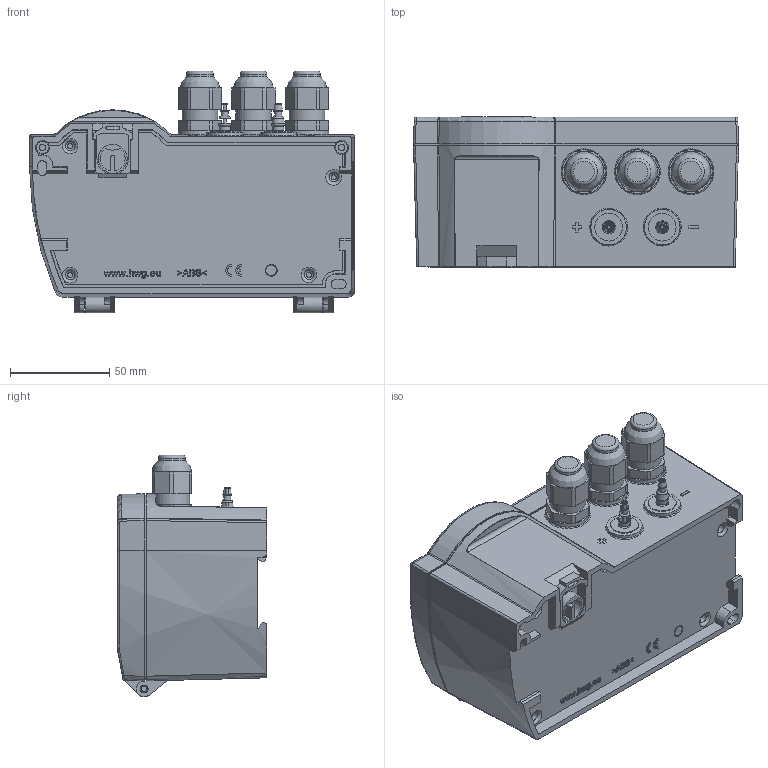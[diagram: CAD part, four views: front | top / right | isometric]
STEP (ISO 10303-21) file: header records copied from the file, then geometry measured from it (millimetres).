
FILE_DESCRIPTION(/* description */ (''),/* implementation_level */ '2;1');
FILE_NAME(/* name */ 'P26.2_Kabelverschraubungen_4;6-Schlauchtllen.stp',/* time_stamp */ '2025-11-13T11:46:11+01:00',/* author */ ('HW0531'),/* organization */ (''),/* preprocessor_version */ 'ST-DEVELOPER v20',/* originating_system */ 'Autodesk Inventor 2024',/* authorisation */ '');
FILE_SCHEMA (('AUTOMOTIVE_DESIGN { 1 0 10303 214 3 1 1 }'));
Length unit declared in the file: millimetre
Products named in the file (1): ENG-119899.002697_Vereinfachen_1
Bounding box: 164 x 75.66 x 122.03 mm (x, y, z)
Volume: 966214.1 mm3; surface area: 78678 mm2
Topology: 31 solids, 31 shells, 1413 faces, 3633 edges, 2380 vertices
Faces by surface type: plane 912, bspline 270, cylinder 125, cone 64, torus 40, sphere 2
Full cylindrical faces by diameter (mm): 0.5 x6, 0.6 x3, 1.6 x2, 1.9 x1, 2.8 x1, 3 x1, 3.5 x2, 3.97 x4, 4 x2, 5.4 x1, 5.5 x2, 6 x1, 8 x1, 11 x4, 13.5 x3, 14 x2, 18 x3
Entity records: 50919 total; most frequent: CARTESIAN_POINT 16253, ORIENTED_EDGE 7258, DIRECTION 5932, EDGE_CURVE 3629, LINE 2440, VECTOR 2440, VERTEX_POINT 2380, AXIS2_PLACEMENT_3D 1746
